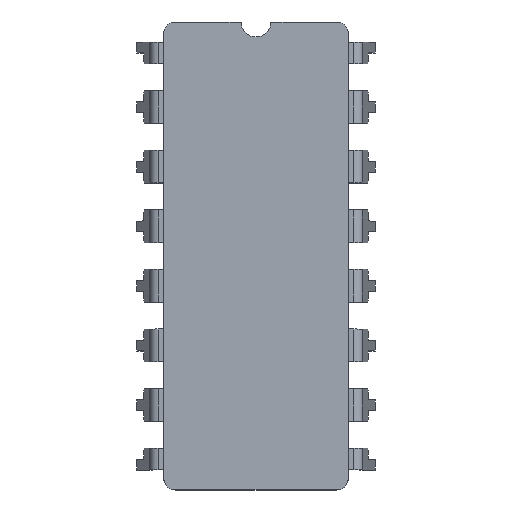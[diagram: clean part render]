
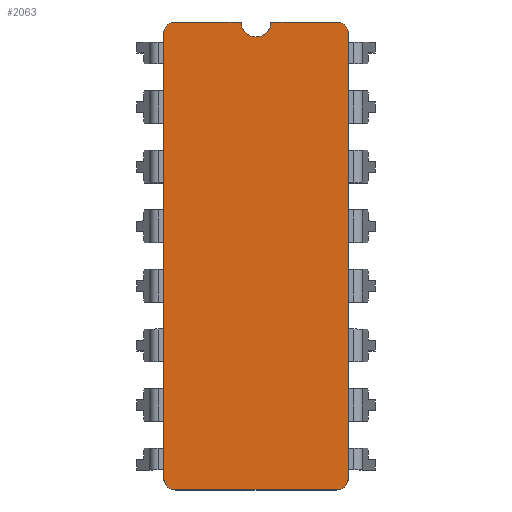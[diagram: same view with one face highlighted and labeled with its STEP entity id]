
A CAD part, top view. The second image highlights one B-rep face of the part: STEP entity #2063.
In plain terms, the highlighted face is planar.
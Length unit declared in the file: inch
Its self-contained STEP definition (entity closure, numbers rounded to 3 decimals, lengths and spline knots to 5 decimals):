
#1503=CARTESIAN_POINT('',(-0.3925,-0.088,0.));
#1504=DIRECTION('',(0.,1.,0.));
#1505=DIRECTION('',(0.,0.,1.));
#1506=AXIS2_PLACEMENT_3D('',#1503,#1504,#1505);
#1511=DIRECTION('',(0.,0.,-1.));
#1512=VECTOR('',#1511,0.11);
#1513=CARTESIAN_POINT('',(-0.3925,-0.088,0.135));
#1514=LINE('',#1513,#1512);
#1518=CARTESIAN_POINT('',(-0.3725,-0.088,0.135));
#1519=DIRECTION('',(0.,-1.,0.));
#1520=DIRECTION('',(0.,0.,1.));
#1521=AXIS2_PLACEMENT_3D('',#1518,#1519,#1520);
#1526=DIRECTION('',(-1.,0.,0.));
#1527=VECTOR('',#1526,0.745);
#1528=CARTESIAN_POINT('',(0.3725,-0.088,0.155));
#1529=LINE('',#1528,#1527);
#1533=CARTESIAN_POINT('',(0.3725,-0.088,0.135));
#1534=DIRECTION('',(0.,-1.,0.));
#1535=DIRECTION('',(1.,0.,0.));
#1536=AXIS2_PLACEMENT_3D('',#1533,#1534,#1535);
#1541=DIRECTION('',(0.,0.,1.));
#1542=VECTOR('',#1541,0.27);
#1543=CARTESIAN_POINT('',(0.3925,-0.088,-0.135));
#1544=LINE('',#1543,#1542);
#1548=CARTESIAN_POINT('',(0.3725,-0.088,-0.135));
#1549=DIRECTION('',(0.,-1.,0.));
#1550=DIRECTION('',(0.,0.,-1.));
#1551=AXIS2_PLACEMENT_3D('',#1548,#1549,#1550);
#1556=DIRECTION('',(1.,0.,0.));
#1557=VECTOR('',#1556,0.745);
#1558=CARTESIAN_POINT('',(-0.3725,-0.088,-0.155));
#1559=LINE('',#1558,#1557);
#1563=CARTESIAN_POINT('',(-0.3725,-0.088,-0.135));
#1564=DIRECTION('',(0.,-1.,0.));
#1565=DIRECTION('',(-1.,0.,0.));
#1566=AXIS2_PLACEMENT_3D('',#1563,#1564,#1565);
#1571=DIRECTION('',(0.,0.,-1.));
#1572=VECTOR('',#1571,0.11);
#1573=CARTESIAN_POINT('',(-0.3925,-0.088,-0.025));
#1574=LINE('',#1573,#1572);
#1664=CARTESIAN_POINT('',(0.3725,-0.088,-0.155));
#1665=CARTESIAN_POINT('',(0.3925,-0.088,-0.135));
#1666=VERTEX_POINT('',#1664);
#1667=VERTEX_POINT('',#1665);
#1668=CARTESIAN_POINT('',(0.3925,-0.088,0.135));
#1669=VERTEX_POINT('',#1668);
#1670=CARTESIAN_POINT('',(0.3725,-0.088,0.155));
#1671=VERTEX_POINT('',#1670);
#1672=CARTESIAN_POINT('',(-0.3725,-0.088,0.155));
#1673=VERTEX_POINT('',#1672);
#1674=CARTESIAN_POINT('',(-0.3925,-0.088,0.135));
#1675=VERTEX_POINT('',#1674);
#1676=CARTESIAN_POINT('',(-0.3925,-0.088,-0.135));
#1677=CARTESIAN_POINT('',(-0.3725,-0.088,-0.155));
#1678=VERTEX_POINT('',#1676);
#1679=VERTEX_POINT('',#1677);
#1732=CARTESIAN_POINT('',(-0.3925,-0.088,0.025));
#1733=CARTESIAN_POINT('',(-0.3925,-0.088,-0.025));
#1734=VERTEX_POINT('',#1732);
#1735=VERTEX_POINT('',#1733);
#2037=CARTESIAN_POINT('',(0.,-0.088,0.));
#2038=DIRECTION('',(0.,-1.,0.));
#2039=DIRECTION('',(-1.,0.,0.));
#2040=AXIS2_PLACEMENT_3D('',#2037,#2038,#2039);
#2041=PLANE('',#2040);
#2042=ORIENTED_EDGE('',*,*,#2027,.F.);
#2044=ORIENTED_EDGE('',*,*,#2043,.F.);
#2046=ORIENTED_EDGE('',*,*,#2045,.F.);
#2048=ORIENTED_EDGE('',*,*,#2047,.F.);
#2050=ORIENTED_EDGE('',*,*,#2049,.F.);
#2052=ORIENTED_EDGE('',*,*,#2051,.F.);
#2054=ORIENTED_EDGE('',*,*,#2053,.F.);
#2056=ORIENTED_EDGE('',*,*,#2055,.F.);
#2058=ORIENTED_EDGE('',*,*,#2057,.F.);
#2060=ORIENTED_EDGE('',*,*,#2059,.F.);
#2061=EDGE_LOOP('',(#2042,#2044,#2046,#2048,#2050,#2052,#2054,#2056,#2058,
#2060));
#2062=FACE_OUTER_BOUND('',#2061,.F.);
#2063=ADVANCED_FACE('',(#2062),#2041,.T.);
#1507=CIRCLE('',#1506,0.025);
#1522=CIRCLE('',#1521,0.02);
#1537=CIRCLE('',#1536,0.02);
#1552=CIRCLE('',#1551,0.02);
#1567=CIRCLE('',#1566,0.02);
#2027=EDGE_CURVE('',#1734,#1735,#1507,.T.);
#2043=EDGE_CURVE('',#1675,#1734,#1514,.T.);
#2045=EDGE_CURVE('',#1673,#1675,#1522,.T.);
#2047=EDGE_CURVE('',#1671,#1673,#1529,.T.);
#2049=EDGE_CURVE('',#1669,#1671,#1537,.T.);
#2051=EDGE_CURVE('',#1667,#1669,#1544,.T.);
#2053=EDGE_CURVE('',#1666,#1667,#1552,.T.);
#2055=EDGE_CURVE('',#1679,#1666,#1559,.T.);
#2057=EDGE_CURVE('',#1678,#1679,#1567,.T.);
#2059=EDGE_CURVE('',#1735,#1678,#1574,.T.);
